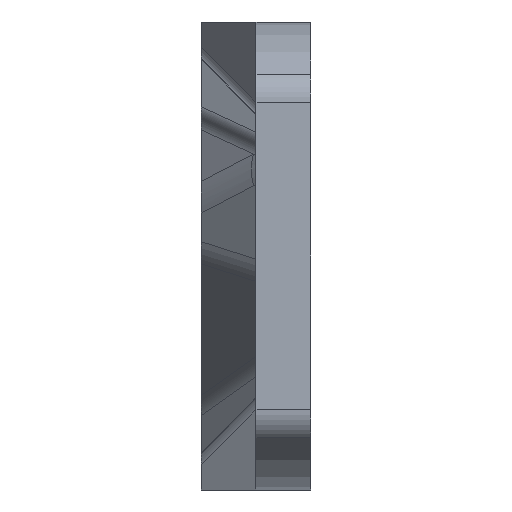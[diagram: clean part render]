
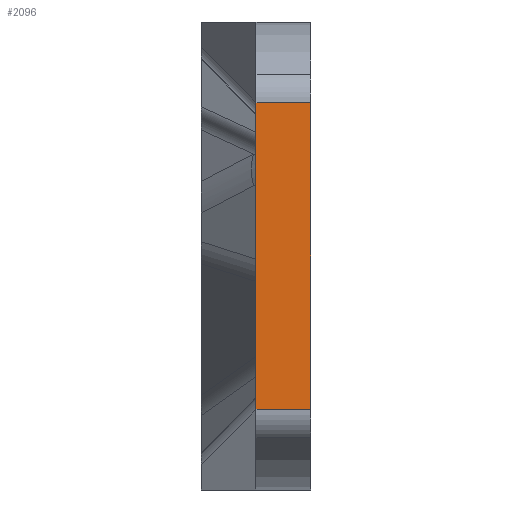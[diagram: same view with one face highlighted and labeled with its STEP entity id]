
A CAD part, left-side view. The second image highlights one B-rep face of the part: STEP entity #2096.
In plain terms, the highlighted planar face has unit normal (-1, 0, 0).
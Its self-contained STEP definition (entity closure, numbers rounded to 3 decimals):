
#66=PLANE('',#2282);
#155=FACE_OUTER_BOUND('',#279,.T.);
#279=EDGE_LOOP('',(#1605,#1606,#1607,#1608));
#524=LINE('',#3297,#739);
#548=LINE('',#3368,#763);
#549=LINE('',#3371,#764);
#550=LINE('',#3372,#765);
#739=VECTOR('',#2590,10.);
#763=VECTOR('',#2660,10.);
#764=VECTOR('',#2663,10.);
#765=VECTOR('',#2664,10.);
#986=VERTEX_POINT('',#3294);
#987=VERTEX_POINT('',#3296);
#1010=VERTEX_POINT('',#3364);
#1012=VERTEX_POINT('',#3370);
#1197=EDGE_CURVE('',#987,#986,#524,.T.);
#1234=EDGE_CURVE('',#987,#1010,#548,.T.);
#1235=EDGE_CURVE('',#1012,#986,#549,.T.);
#1236=EDGE_CURVE('',#1010,#1012,#550,.T.);
#1605=ORIENTED_EDGE('',*,*,#1234,.F.);
#1606=ORIENTED_EDGE('',*,*,#1197,.T.);
#1607=ORIENTED_EDGE('',*,*,#1235,.F.);
#1608=ORIENTED_EDGE('',*,*,#1236,.F.);
#2096=ADVANCED_FACE('',(#155),#66,.T.);
#2282=AXIS2_PLACEMENT_3D('',#3369,#2661,#2662);
#2590=DIRECTION('',(0.,0.,1.));
#2660=DIRECTION('',(0.,1.,0.));
#2661=DIRECTION('center_axis',(-1.,0.,0.));
#2662=DIRECTION('ref_axis',(0.,0.,1.));
#2663=DIRECTION('',(0.,-1.,0.));
#2664=DIRECTION('',(0.,0.,1.));
#3294=CARTESIAN_POINT('',(-138.082,0.,14.038));
#3296=CARTESIAN_POINT('',(-138.082,0.,-19.524));
#3297=CARTESIAN_POINT('',(-138.082,0.,-21.334));
#3364=CARTESIAN_POINT('',(-138.082,6.,-19.524));
#3368=CARTESIAN_POINT('',(-138.082,0.,-19.524));
#3369=CARTESIAN_POINT('Origin',(-138.082,0.,-21.334));
#3370=CARTESIAN_POINT('',(-138.082,6.,14.038));
#3371=CARTESIAN_POINT('',(-138.082,0.,14.038));
#3372=CARTESIAN_POINT('',(-138.082,6.,-21.334));
